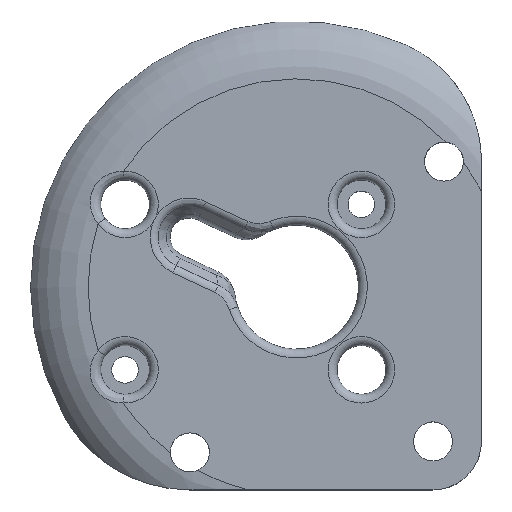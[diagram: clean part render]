
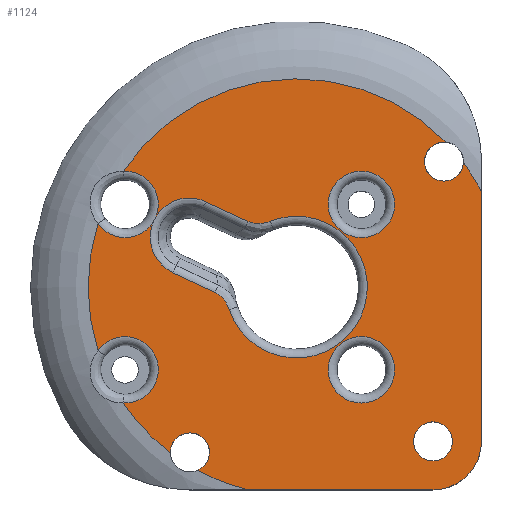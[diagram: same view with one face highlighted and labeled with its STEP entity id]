
A CAD part, top view. The second image highlights one B-rep face of the part: STEP entity #1124.
In plain terms, the highlighted planar face has unit normal (0, 0, 1).
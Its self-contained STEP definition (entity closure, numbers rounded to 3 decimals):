
#43=FACE_BOUND('',#275,.T.);
#44=FACE_BOUND('',#276,.T.);
#45=FACE_BOUND('',#277,.T.);
#75=B_SPLINE_CURVE_WITH_KNOTS('',3,(#1936,#1937,#1938,#1939,#1940),
 .UNSPECIFIED.,.F.,.F.,(4,1,4),(-0.389,-0.222,0.),
 .UNSPECIFIED.);
#76=B_SPLINE_CURVE_WITH_KNOTS('',3,(#1944,#1945,#1946,#1947,#1948),
 .UNSPECIFIED.,.F.,.F.,(4,1,4),(-0.389,-0.222,0.),
 .UNSPECIFIED.);
#94=CIRCLE('',#1206,8.21);
#114=CIRCLE('',#1240,5.625);
#116=CIRCLE('',#1242,5.625);
#117=CIRCLE('',#1244,6.616);
#118=CIRCLE('',#1245,12.);
#119=CIRCLE('',#1246,6.616);
#120=CIRCLE('',#1247,35.253);
#121=CIRCLE('',#1248,5.625);
#122=CIRCLE('',#1249,35.253);
#123=CIRCLE('',#1250,3.302);
#124=CIRCLE('',#1251,3.302);
#125=CIRCLE('',#1252,35.253);
#126=CIRCLE('',#1253,35.253);
#127=CIRCLE('',#1254,3.302);
#128=CIRCLE('',#1255,3.302);
#129=CIRCLE('',#1256,35.253);
#130=CIRCLE('',#1257,5.625);
#131=CIRCLE('',#1258,3.302);
#132=CIRCLE('',#1259,5.625);
#198=FACE_OUTER_BOUND('',#274,.T.);
#274=EDGE_LOOP('',(#877,#878,#879,#880,#881,#882,#883,#884,#885,#886,#887,
#888,#889,#890,#891,#892,#893,#894,#895,#896,#897,#898));
#275=EDGE_LOOP('',(#899));
#276=EDGE_LOOP('',(#900));
#277=EDGE_LOOP('',(#901));
#347=LINE('',#1761,#420);
#350=LINE('',#1769,#423);
#367=LINE('',#1934,#440);
#368=LINE('',#1950,#441);
#420=VECTOR('',#1398,10.);
#423=VECTOR('',#1407,10.);
#440=VECTOR('',#1498,10.);
#441=VECTOR('',#1501,10.);
#489=VERTEX_POINT('',#1755);
#490=VERTEX_POINT('',#1760);
#491=VERTEX_POINT('',#1764);
#492=VERTEX_POINT('',#1768);
#519=VERTEX_POINT('',#1889);
#521=VERTEX_POINT('',#1892);
#524=VERTEX_POINT('',#1915);
#525=VERTEX_POINT('',#1916);
#526=VERTEX_POINT('',#1931);
#527=VERTEX_POINT('',#1933);
#528=VERTEX_POINT('',#1935);
#529=VERTEX_POINT('',#1941);
#530=VERTEX_POINT('',#1943);
#531=VERTEX_POINT('',#1949);
#532=VERTEX_POINT('',#1952);
#533=VERTEX_POINT('',#1954);
#534=VERTEX_POINT('',#1956);
#535=VERTEX_POINT('',#1958);
#536=VERTEX_POINT('',#1960);
#537=VERTEX_POINT('',#1963);
#538=VERTEX_POINT('',#1965);
#539=VERTEX_POINT('',#1967);
#540=VERTEX_POINT('',#1970);
#541=VERTEX_POINT('',#1972);
#542=VERTEX_POINT('',#1974);
#604=EDGE_CURVE('',#489,#490,#347,.T.);
#606=EDGE_CURVE('',#490,#491,#94,.T.);
#608=EDGE_CURVE('',#491,#492,#350,.T.);
#651=EDGE_CURVE('',#519,#524,#114,.T.);
#653=EDGE_CURVE('',#525,#521,#116,.T.);
#654=EDGE_CURVE('',#524,#526,#117,.T.);
#655=EDGE_CURVE('',#526,#527,#367,.T.);
#656=EDGE_CURVE('',#527,#528,#75,.T.);
#657=EDGE_CURVE('',#528,#529,#118,.T.);
#658=EDGE_CURVE('',#529,#530,#76,.T.);
#659=EDGE_CURVE('',#530,#531,#368,.T.);
#660=EDGE_CURVE('',#531,#525,#119,.T.);
#661=EDGE_CURVE('',#532,#521,#120,.T.);
#662=EDGE_CURVE('',#532,#533,#121,.T.);
#663=EDGE_CURVE('',#534,#533,#122,.T.);
#664=EDGE_CURVE('',#535,#534,#123,.T.);
#665=EDGE_CURVE('',#536,#535,#124,.T.);
#666=EDGE_CURVE('',#492,#536,#125,.T.);
#667=EDGE_CURVE('',#537,#489,#126,.T.);
#668=EDGE_CURVE('',#538,#537,#127,.T.);
#669=EDGE_CURVE('',#539,#538,#128,.T.);
#670=EDGE_CURVE('',#519,#539,#129,.T.);
#671=EDGE_CURVE('',#540,#540,#130,.T.);
#672=EDGE_CURVE('',#541,#541,#131,.T.);
#673=EDGE_CURVE('',#542,#542,#132,.T.);
#877=ORIENTED_EDGE('',*,*,#651,.T.);
#878=ORIENTED_EDGE('',*,*,#654,.T.);
#879=ORIENTED_EDGE('',*,*,#655,.T.);
#880=ORIENTED_EDGE('',*,*,#656,.T.);
#881=ORIENTED_EDGE('',*,*,#657,.T.);
#882=ORIENTED_EDGE('',*,*,#658,.T.);
#883=ORIENTED_EDGE('',*,*,#659,.T.);
#884=ORIENTED_EDGE('',*,*,#660,.T.);
#885=ORIENTED_EDGE('',*,*,#653,.T.);
#886=ORIENTED_EDGE('',*,*,#661,.F.);
#887=ORIENTED_EDGE('',*,*,#662,.T.);
#888=ORIENTED_EDGE('',*,*,#663,.F.);
#889=ORIENTED_EDGE('',*,*,#664,.F.);
#890=ORIENTED_EDGE('',*,*,#665,.F.);
#891=ORIENTED_EDGE('',*,*,#666,.F.);
#892=ORIENTED_EDGE('',*,*,#608,.F.);
#893=ORIENTED_EDGE('',*,*,#606,.F.);
#894=ORIENTED_EDGE('',*,*,#604,.F.);
#895=ORIENTED_EDGE('',*,*,#667,.F.);
#896=ORIENTED_EDGE('',*,*,#668,.F.);
#897=ORIENTED_EDGE('',*,*,#669,.F.);
#898=ORIENTED_EDGE('',*,*,#670,.F.);
#899=ORIENTED_EDGE('',*,*,#671,.T.);
#900=ORIENTED_EDGE('',*,*,#672,.F.);
#901=ORIENTED_EDGE('',*,*,#673,.T.);
#1088=PLANE('',#1243);
#1124=ADVANCED_FACE('',(#198,#43,#44,#45),#1088,.F.);
#1206=AXIS2_PLACEMENT_3D('',#1765,#1402,#1403);
#1240=AXIS2_PLACEMENT_3D('',#1927,#1488,#1489);
#1242=AXIS2_PLACEMENT_3D('',#1929,#1492,#1493);
#1243=AXIS2_PLACEMENT_3D('',#1930,#1494,#1495);
#1244=AXIS2_PLACEMENT_3D('',#1932,#1496,#1497);
#1245=AXIS2_PLACEMENT_3D('',#1942,#1499,#1500);
#1246=AXIS2_PLACEMENT_3D('',#1951,#1502,#1503);
#1247=AXIS2_PLACEMENT_3D('',#1953,#1504,#1505);
#1248=AXIS2_PLACEMENT_3D('',#1955,#1506,#1507);
#1249=AXIS2_PLACEMENT_3D('',#1957,#1508,#1509);
#1250=AXIS2_PLACEMENT_3D('',#1959,#1510,#1511);
#1251=AXIS2_PLACEMENT_3D('',#1961,#1512,#1513);
#1252=AXIS2_PLACEMENT_3D('',#1962,#1514,#1515);
#1253=AXIS2_PLACEMENT_3D('',#1964,#1516,#1517);
#1254=AXIS2_PLACEMENT_3D('',#1966,#1518,#1519);
#1255=AXIS2_PLACEMENT_3D('',#1968,#1520,#1521);
#1256=AXIS2_PLACEMENT_3D('',#1969,#1522,#1523);
#1257=AXIS2_PLACEMENT_3D('',#1971,#1524,#1525);
#1258=AXIS2_PLACEMENT_3D('',#1973,#1526,#1527);
#1259=AXIS2_PLACEMENT_3D('',#1975,#1528,#1529);
#1398=DIRECTION('',(0.,-1.,0.));
#1402=DIRECTION('center_axis',(0.,0.,-1.));
#1403=DIRECTION('ref_axis',(1.,0.,0.));
#1407=DIRECTION('',(-1.,0.,0.));
#1488=DIRECTION('center_axis',(0.,0.,-1.));
#1489=DIRECTION('ref_axis',(0.901,-0.435,0.));
#1492=DIRECTION('center_axis',(0.,0.,-1.));
#1493=DIRECTION('ref_axis',(0.901,-0.435,0.));
#1494=DIRECTION('center_axis',(0.,0.,-1.));
#1495=DIRECTION('ref_axis',(-1.,0.,0.));
#1496=DIRECTION('center_axis',(0.,0.,-1.));
#1497=DIRECTION('ref_axis',(-0.906,0.423,0.));
#1498=DIRECTION('',(0.906,-0.423,0.));
#1499=DIRECTION('center_axis',(0.,0.,-1.));
#1500=DIRECTION('ref_axis',(0.906,-0.423,0.));
#1501=DIRECTION('',(-0.906,0.423,0.));
#1502=DIRECTION('center_axis',(0.,0.,-1.));
#1503=DIRECTION('ref_axis',(-0.906,0.423,0.));
#1504=DIRECTION('center_axis',(0.,0.,-1.));
#1505=DIRECTION('ref_axis',(1.,0.,0.));
#1506=DIRECTION('center_axis',(0.,0.,-1.));
#1507=DIRECTION('ref_axis',(0.901,0.435,0.));
#1508=DIRECTION('center_axis',(0.,0.,-1.));
#1509=DIRECTION('ref_axis',(1.,0.,0.));
#1510=DIRECTION('center_axis',(0.,0.,1.));
#1511=DIRECTION('ref_axis',(1.,0.,0.));
#1512=DIRECTION('center_axis',(0.,0.,1.));
#1513=DIRECTION('ref_axis',(1.,0.,0.));
#1514=DIRECTION('center_axis',(0.,0.,-1.));
#1515=DIRECTION('ref_axis',(1.,0.,0.));
#1516=DIRECTION('center_axis',(0.,0.,-1.));
#1517=DIRECTION('ref_axis',(1.,0.,0.));
#1518=DIRECTION('center_axis',(0.,0.,1.));
#1519=DIRECTION('ref_axis',(1.,0.,0.));
#1520=DIRECTION('center_axis',(0.,0.,1.));
#1521=DIRECTION('ref_axis',(1.,0.,0.));
#1522=DIRECTION('center_axis',(0.,0.,-1.));
#1523=DIRECTION('ref_axis',(1.,0.,0.));
#1524=DIRECTION('center_axis',(0.,0.,-1.));
#1525=DIRECTION('ref_axis',(1.,0.,0.));
#1526=DIRECTION('center_axis',(0.,0.,1.));
#1527=DIRECTION('ref_axis',(1.,0.,0.));
#1528=DIRECTION('center_axis',(0.,0.,-1.));
#1529=DIRECTION('ref_axis',(1.,0.,0.));
#1755=CARTESIAN_POINT('',(40.325,16.172,9.75));
#1760=CARTESIAN_POINT('',(40.325,-26.115,9.75));
#1761=CARTESIAN_POINT('',(40.325,-9.864,9.75));
#1764=CARTESIAN_POINT('',(32.115,-34.325,9.75));
#1765=CARTESIAN_POINT('Origin',(32.115,-26.115,9.75));
#1768=CARTESIAN_POINT('',(0.964,-34.325,9.75));
#1769=CARTESIAN_POINT('',(-3.796,-34.325,9.75));
#1889=CARTESIAN_POINT('',(-20.291,19.617,9.75));
#1892=CARTESIAN_POINT('',(-24.579,10.734,9.75));
#1915=CARTESIAN_POINT('',(-14.8,11.855,9.75));
#1916=CARTESIAN_POINT('',(-15.212,11.049,9.75));
#1927=CARTESIAN_POINT('Origin',(-20.,14.,9.75));
#1929=CARTESIAN_POINT('Origin',(-20.,14.,9.75));
#1930=CARTESIAN_POINT('Origin',(1.43,6.388,9.75));
#1931=CARTESIAN_POINT('',(-6.33,14.449,9.75));
#1932=CARTESIAN_POINT('Origin',(-9.126,8.452,9.75));
#1933=CARTESIAN_POINT('',(0.801,11.123,9.75));
#1934=CARTESIAN_POINT('',(5.298,9.026,9.75));
#1935=CARTESIAN_POINT('',(4.59,11.16,9.75));
#1936=CARTESIAN_POINT('Ctrl Pts',(0.801,11.123,9.75));
#1937=CARTESIAN_POINT('Ctrl Pts',(1.305,10.888,9.75));
#1938=CARTESIAN_POINT('Ctrl Pts',(2.602,10.625,9.75));
#1939=CARTESIAN_POINT('Ctrl Pts',(3.9,10.888,9.75));
#1940=CARTESIAN_POINT('Ctrl Pts',(4.59,11.16,9.75));
#1941=CARTESIAN_POINT('',(-2.384,-3.795,9.75));
#1942=CARTESIAN_POINT('Origin',(9.,0.,9.75));
#1943=CARTESIAN_POINT('',(-4.791,-0.869,9.75));
#1944=CARTESIAN_POINT('Ctrl Pts',(-2.384,-3.795,9.75));
#1945=CARTESIAN_POINT('Ctrl Pts',(-2.56,-3.268,9.75));
#1946=CARTESIAN_POINT('Ctrl Pts',(-3.135,-2.093,9.75));
#1947=CARTESIAN_POINT('Ctrl Pts',(-4.119,-1.182,9.75));
#1948=CARTESIAN_POINT('Ctrl Pts',(-4.791,-0.869,
9.75));
#1949=CARTESIAN_POINT('',(-11.922,2.456,9.75));
#1950=CARTESIAN_POINT('',(-4.826,-0.853,9.75));
#1951=CARTESIAN_POINT('Origin',(-9.126,8.452,9.75));
#1952=CARTESIAN_POINT('',(-24.579,-10.734,9.75));
#1953=CARTESIAN_POINT('Origin',(9.,0.,9.75));
#1954=CARTESIAN_POINT('',(-20.291,-19.617,9.75));
#1955=CARTESIAN_POINT('Origin',(-20.,-14.,9.75));
#1956=CARTESIAN_POINT('',(-12.323,-28.074,9.75));
#1957=CARTESIAN_POINT('Origin',(9.,0.,9.75));
#1958=CARTESIAN_POINT('',(-12.324,-27.975,9.75));
#1959=CARTESIAN_POINT('Origin',(-9.022,-27.975,9.75));
#1960=CARTESIAN_POINT('',(-7.748,-31.021,9.75));
#1961=CARTESIAN_POINT('Origin',(-9.022,-27.975,9.75));
#1962=CARTESIAN_POINT('Origin',(9.,0.,9.75));
#1963=CARTESIAN_POINT('',(37.272,21.059,9.75));
#1964=CARTESIAN_POINT('Origin',(9.,0.,9.75));
#1965=CARTESIAN_POINT('',(30.673,21.24,9.75));
#1966=CARTESIAN_POINT('Origin',(33.975,21.24,9.75));
#1967=CARTESIAN_POINT('',(34.326,24.523,9.75));
#1968=CARTESIAN_POINT('Origin',(33.975,21.24,9.75));
#1969=CARTESIAN_POINT('Origin',(9.,0.,9.75));
#1970=CARTESIAN_POINT('',(14.375,14.,9.75));
#1971=CARTESIAN_POINT('Origin',(20.,14.,9.75));
#1972=CARTESIAN_POINT('',(28.813,-26.115,9.75));
#1973=CARTESIAN_POINT('Origin',(32.115,-26.115,9.75));
#1974=CARTESIAN_POINT('',(14.375,-14.,9.75));
#1975=CARTESIAN_POINT('Origin',(20.,-14.,9.75));
